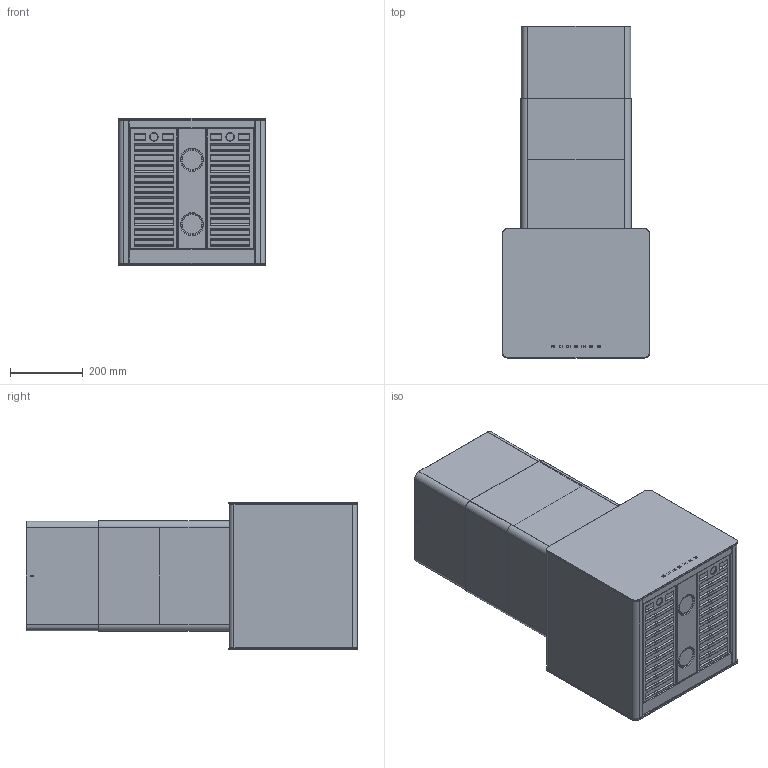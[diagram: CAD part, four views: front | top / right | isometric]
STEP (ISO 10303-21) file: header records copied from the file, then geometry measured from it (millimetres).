
FILE_DESCRIPTION((''),'2;1');
FILE_NAME('IK700_WEB_SIMPLIFIED','2014-06-20T',('cossetter'),(''),'PRO/ENGINEER BY PARAMETRIC TECHNOLOGY CORPORATION, 2013230','PRO/ENGINEER BY PARAMETRIC TECHNOLOGY CORPORATION, 2013230','');
FILE_SCHEMA(('CONFIG_CONTROL_DESIGN'));
Length unit declared in the file: inch
Products named in the file (1): IK700_WEB_SIMPLIFIED
Bounding box: 406.4 x 913.43 x 406.75 mm (x, y, z)
Volume: 57006365.2 mm3; surface area: 3351584.2 mm2
Topology: 6 solids, 6 shells, 863 faces, 2297 edges, 1478 vertices
Faces by surface type: plane 626, cylinder 181, cone 36, torus 12, bspline 8
Entity records: 27199 total; most frequent: CARTESIAN_POINT 5298, ORIENTED_EDGE 4594, DIRECTION 4413, EDGE_CURVE 2297, VECTOR 1843, LINE 1843, VERTEX_POINT 1478, AXIS2_PLACEMENT_3D 1285
